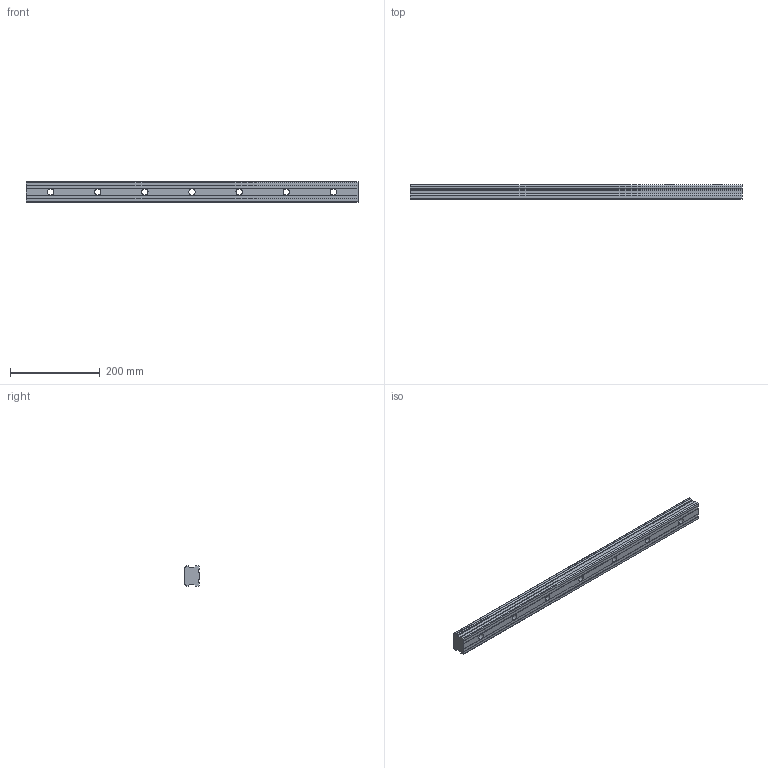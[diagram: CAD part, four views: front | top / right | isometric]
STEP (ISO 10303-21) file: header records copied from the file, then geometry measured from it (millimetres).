
FILE_DESCRIPTION (( 'STEP AP214' ), '1' );
FILE_NAME ('SHS45C1SS-740L_G55_0_B-PT18_300_0_0_0_1.STEP', '2021-06-23T11:48:55', ( '' ), ( '' ), 'SwSTEP 2.0', 'SolidWorks 2021', '' );
FILE_SCHEMA (( 'AUTOMOTIVE_DESIGN' ));
Length unit declared in the file: millimetre
Products named in the file (2): _SHS45C74055 Track; SHS45C1SS-740L_G55_0_B-PT18_300_0_0_0_1
Assembly tree (1 placements, depth 2):
  SHS45C1SS-740L_G55_0_B-PT18_300_0_0_0_1
    _SHS45C74055 Track
Bounding box: 740 x 32 x 45 mm (x, y, z)
Volume: 924520.5 mm3; surface area: 127739.8 mm2
Topology: 1 solids, 1 shells, 86 faces, 224 edges, 140 vertices
Faces by surface type: cylinder 48, plane 38
Entity records: 2734 total; most frequent: DIRECTION 500, CARTESIAN_POINT 454, ORIENTED_EDGE 448, EDGE_CURVE 224, AXIS2_PLACEMENT_3D 186, VERTEX_POINT 140, LINE 128, VECTOR 128
